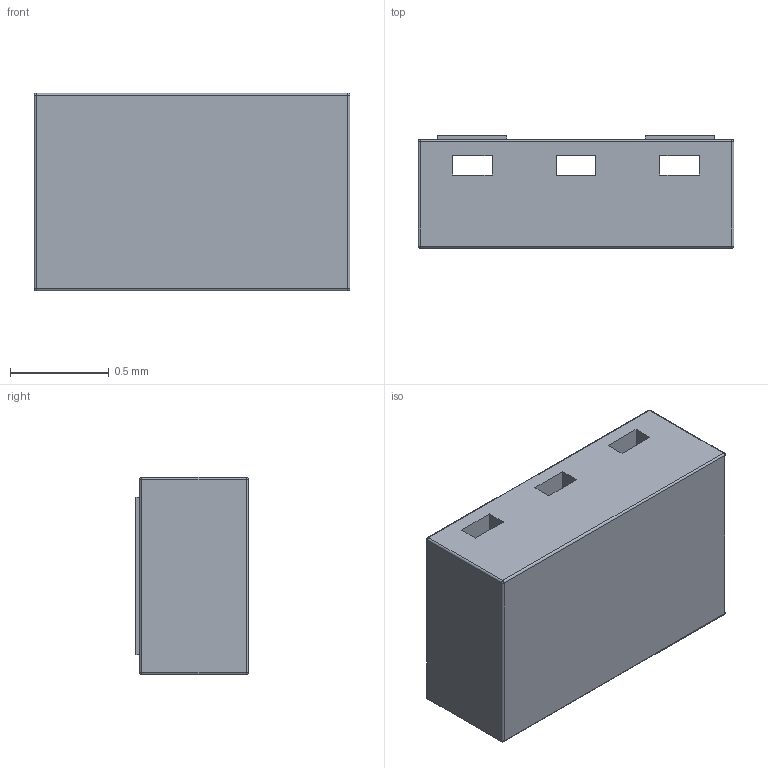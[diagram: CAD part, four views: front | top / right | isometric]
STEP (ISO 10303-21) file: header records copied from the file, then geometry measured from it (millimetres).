
FILE_DESCRIPTION (( 'STEP AP214' ), '1' );
FILE_NAME ('ESDA25P35-1U1M.STEP', '2021-07-19T12:43:54', ( '' ), ( '' ), 'SwSTEP 2.0', 'SolidWorks 2018', '' );
FILE_SCHEMA (( 'AUTOMOTIVE_DESIGN' ));
Length unit declared in the file: millimetre
Products named in the file (1): ESDA25P35-1U1M
Bounding box: 1.6 x 0.57 x 1 mm (x, y, z)
Volume: 0.8 mm3; surface area: 7.8 mm2
Topology: 1 solids, 1 shells, 49 faces, 119 edges, 66 vertices
Faces by surface type: plane 29, cylinder 12, sphere 8
Entity records: 1922 total; most frequent: DIRECTION 235, CARTESIAN_POINT 227, ORIENTED_EDGE 222, EDGE_CURVE 111, LINE 87, VECTOR 87, AXIS2_PLACEMENT_3D 74, VERTEX_POINT 66
